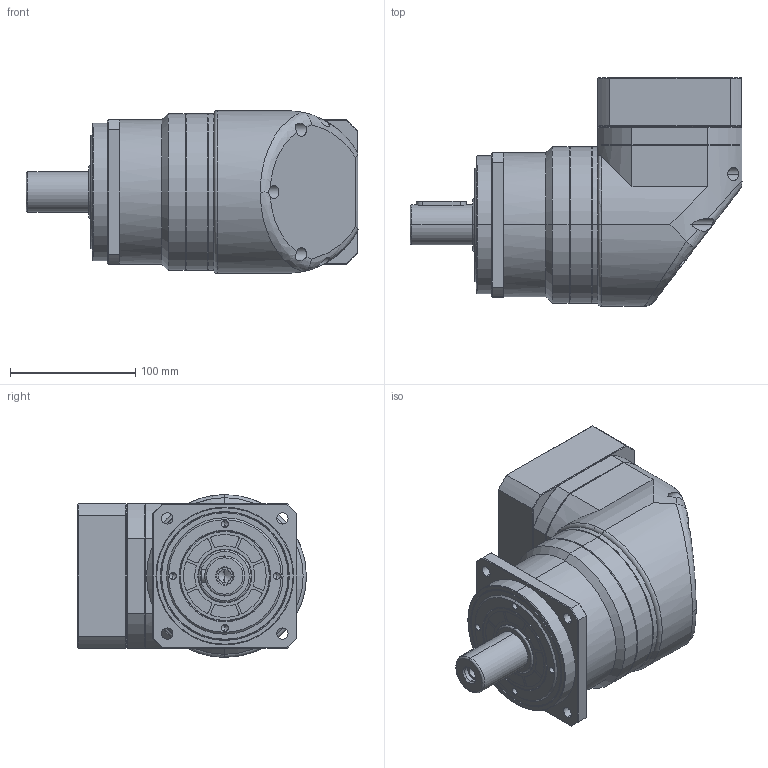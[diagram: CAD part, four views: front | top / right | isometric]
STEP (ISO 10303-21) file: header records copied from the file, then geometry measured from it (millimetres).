
FILE_DESCRIPTION((''),'2;1');
FILE_NAME('TNR115L1-95-24-62-0001_ASM','2024-06-28T10:10:33',('mayn'),(''),'CREO PARAMETRIC BY PTC INC, 2020053','CREO PARAMETRIC BY PTC INC, 2020053','');
FILE_SCHEMA(('CONFIG_CONTROL_DESIGN'));
Length unit declared in the file: millimetre
Products named in the file (18): HEXAGON_SOCKET_HEAD_CAP_SC-7135; SPRING_LOCK_WASHERS--NORMAL_TYP; TNR1150003; 65X55X700; HEXAGON_SOCKET_HEAD_CAP_S-27501; _TM115_D95-M6-115F0001; _5_5__5_5__1000; __20001; _TN115_0001_ASM; HEXAGON_SOCKET_HEAD_CAP_SC-7077; TMR1150002; TNR1150002; HEX_SOCKET_SET_SCREWS_WITH_FLAT; TNR1150001; HEXAGON_SOCKET_COUNTERSUNK_HEAD; TMR115240001; TNR115L1-95-24-62-0002_ASM; TNR115L1-95-24-62-0001_ASM
Assembly tree (52 placements, depth 4):
  TNR115L1-95-24-62-0001_ASM
    TNR115L1-95-24-62-0002_ASM
      HEXAGON_SOCKET_HEAD_CAP_SC-7135  x12
      SPRING_LOCK_WASHERS--NORMAL_TYP  x19
      TNR1150003
      65X55X700
      HEXAGON_SOCKET_HEAD_CAP_S-27501  x7
      _TM115_D95-M6-115F0001
      _TN115_0001_ASM
        _5_5__5_5__1000
        __20001
      HEXAGON_SOCKET_HEAD_CAP_SC-7077
      TMR1150002
      TNR1150002
      HEX_SOCKET_SET_SCREWS_WITH_FLAT
      TNR1150001
      HEXAGON_SOCKET_COUNTERSUNK_HEAD
      TMR115240001
Bounding box: 265 x 182.4 x 130 mm (x, y, z)
Volume: 2817246.3 mm3; surface area: 340937.3 mm2
Topology: 50 solids, 50 shells, 1401 faces, 3441 edges, 2167 vertices
Faces by surface type: plane 580, cylinder 566, cone 188, torus 63, bspline 4
Entity records: 26304 total; most frequent: CARTESIAN_POINT 5327, DIRECTION 4780, ORIENTED_EDGE 4058, EDGE_CURVE 2029, AXIS2_PLACEMENT_3D 1978, VERTEX_POINT 1318, CIRCLE 1065, EDGE_LOOP 953
